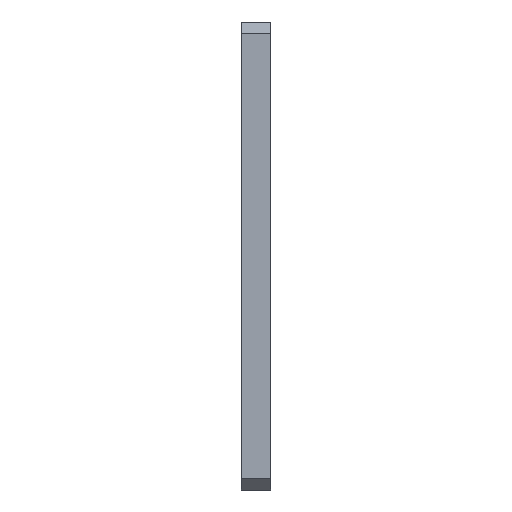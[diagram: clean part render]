
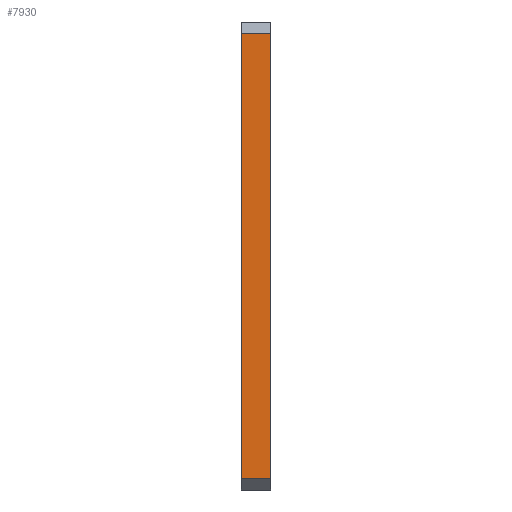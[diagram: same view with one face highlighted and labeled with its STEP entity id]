
A CAD part, front view. The second image highlights one B-rep face of the part: STEP entity #7930.
In plain terms, the highlighted planar face has unit normal (0, -1, 0).
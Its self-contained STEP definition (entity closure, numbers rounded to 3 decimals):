
#480=PLANE('',#8663);
#535=FACE_OUTER_BOUND('',#1056,.T.);
#1056=EDGE_LOOP('',(#5563,#5564,#5565,#5566));
#1558=LINE('',#12311,#1941);
#1564=LINE('',#12909,#1947);
#1565=LINE('',#12912,#1948);
#1566=LINE('',#12913,#1949);
#1941=VECTOR('',#9675,10.);
#1947=VECTOR('',#10273,10.);
#1948=VECTOR('',#10276,10.);
#1949=VECTOR('',#10277,10.);
#3129=VERTEX_POINT('',#12308);
#3130=VERTEX_POINT('',#12310);
#3426=VERTEX_POINT('',#12907);
#3427=VERTEX_POINT('',#12911);
#4009=EDGE_CURVE('',#3130,#3129,#1558,.T.);
#4310=EDGE_CURVE('',#3130,#3426,#1564,.T.);
#4311=EDGE_CURVE('',#3427,#3129,#1565,.T.);
#4312=EDGE_CURVE('',#3426,#3427,#1566,.T.);
#5563=ORIENTED_EDGE('',*,*,#4310,.F.);
#5564=ORIENTED_EDGE('',*,*,#4009,.T.);
#5565=ORIENTED_EDGE('',*,*,#4311,.F.);
#5566=ORIENTED_EDGE('',*,*,#4312,.F.);
#7930=ADVANCED_FACE('',(#535),#480,.T.);
#8663=AXIS2_PLACEMENT_3D('',#12910,#10274,#10275);
#9675=DIRECTION('',(0.,0.,1.));
#10273=DIRECTION('',(-1.,0.,0.));
#10274=DIRECTION('center_axis',(0.,-1.,0.));
#10275=DIRECTION('ref_axis',(0.,0.,1.));
#10276=DIRECTION('',(1.,0.,0.));
#10277=DIRECTION('',(0.,0.,1.));
#12308=CARTESIAN_POINT('',(-70.,-262.5,-220.));
#12310=CARTESIAN_POINT('',(-70.,-262.5,-410.));
#12311=CARTESIAN_POINT('',(-70.,-262.5,-415.));
#12907=CARTESIAN_POINT('',(-82.7,-262.5,-410.));
#12909=CARTESIAN_POINT('',(-70.,-262.5,-410.));
#12910=CARTESIAN_POINT('Origin',(-70.,-262.5,-415.));
#12911=CARTESIAN_POINT('',(-82.7,-262.5,-220.));
#12912=CARTESIAN_POINT('',(-70.,-262.5,-220.));
#12913=CARTESIAN_POINT('',(-82.7,-262.5,-415.));
